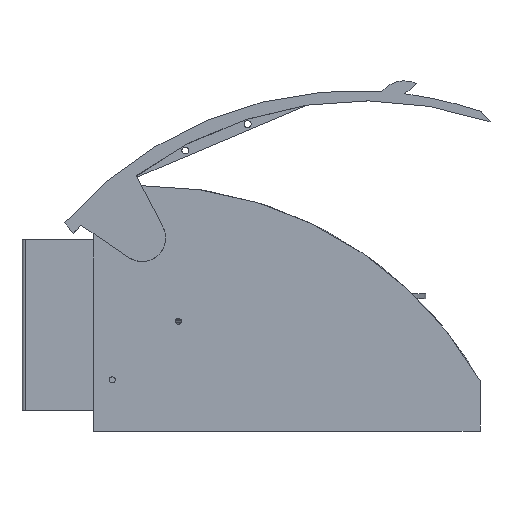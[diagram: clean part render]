
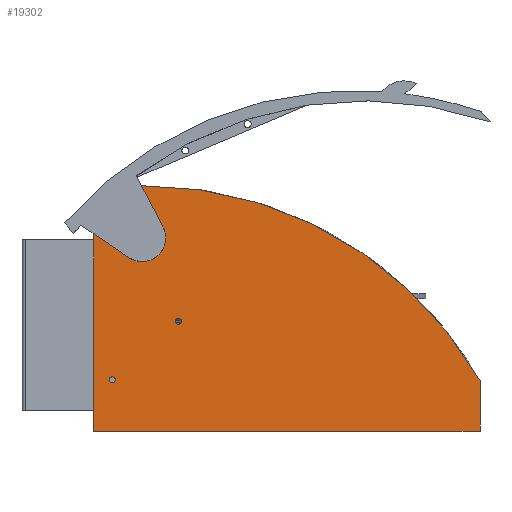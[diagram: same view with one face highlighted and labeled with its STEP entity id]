
A CAD part, front view. The second image highlights one B-rep face of the part: STEP entity #19302.
In plain terms, the highlighted planar face has unit normal (0, -1, 0).
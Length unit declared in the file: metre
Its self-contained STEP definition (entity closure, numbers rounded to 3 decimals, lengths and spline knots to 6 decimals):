
#1149=LINE('',#36365,#2291);
#1155=LINE('',#36378,#2297);
#1157=LINE('',#36381,#2299);
#2291=VECTOR('',#27532,1.);
#2297=VECTOR('',#27540,1.);
#2299=VECTOR('',#27544,1.);
#5745=ORIENTED_EDGE('',*,*,#10235,.F.);
#5746=ORIENTED_EDGE('',*,*,#10236,.F.);
#5747=ORIENTED_EDGE('',*,*,#10237,.F.);
#5748=ORIENTED_EDGE('',*,*,#10224,.T.);
#5749=ORIENTED_EDGE('',*,*,#10238,.T.);
#5750=ORIENTED_EDGE('',*,*,#10226,.F.);
#5751=ORIENTED_EDGE('',*,*,#10232,.T.);
#5752=ORIENTED_EDGE('',*,*,#10234,.T.);
#10224=EDGE_CURVE('',#12563,#12562,#14498,.T.);
#10226=EDGE_CURVE('',#12564,#12565,#1149,.T.);
#10232=EDGE_CURVE('',#12564,#12569,#1155,.T.);
#10234=EDGE_CURVE('',#12569,#12563,#1157,.T.);
#10235=EDGE_CURVE('',#12570,#12570,#14499,.T.);
#10236=EDGE_CURVE('',#12571,#12571,#14500,.T.);
#10237=EDGE_CURVE('',#12572,#12572,#14501,.T.);
#10238=EDGE_CURVE('',#12562,#12565,#14502,.T.);
#12562=VERTEX_POINT('',#36360);
#12563=VERTEX_POINT('',#36362);
#12564=VERTEX_POINT('',#36366);
#12565=VERTEX_POINT('',#36367);
#12569=VERTEX_POINT('',#36377);
#12570=VERTEX_POINT('',#36384);
#12571=VERTEX_POINT('',#36386);
#12572=VERTEX_POINT('',#36388);
#14498=CIRCLE('',#23552,0.254);
#14499=CIRCLE('',#23557,0.014288);
#14500=CIRCLE('',#23558,0.002);
#14501=CIRCLE('',#23559,0.002);
#14502=CIRCLE('',#23560,0.03175);
#15582=EDGE_LOOP('',(#5745));
#15583=EDGE_LOOP('',(#5746));
#15584=EDGE_LOOP('',(#5747));
#15585=EDGE_LOOP('',(#5748,#5749,#5750,#5751,#5752));
#17217=FACE_BOUND('',#15582,.T.);
#17218=FACE_BOUND('',#15583,.T.);
#17219=FACE_BOUND('',#15584,.T.);
#17220=FACE_BOUND('',#15585,.T.);
#18635=PLANE('',#23556);
#19302=ADVANCED_FACE('',(#17217,#17218,#17219,#17220),#18635,.T.);
#23552=AXIS2_PLACEMENT_3D('',#36361,#27527,#27528);
#23556=AXIS2_PLACEMENT_3D('',#36382,#27545,#27546);
#23557=AXIS2_PLACEMENT_3D('',#36383,#27547,#27548);
#23558=AXIS2_PLACEMENT_3D('',#36385,#27549,#27550);
#23559=AXIS2_PLACEMENT_3D('',#36387,#27551,#27552);
#23560=AXIS2_PLACEMENT_3D('',#36389,#27553,#27554);
#27527=DIRECTION('',(0.,-1.,0.));
#27528=DIRECTION('',(0.,0.,-1.));
#27532=DIRECTION('',(0.,0.,1.));
#27540=DIRECTION('',(1.,0.,0.));
#27544=DIRECTION('',(0.,0.,1.));
#27545=DIRECTION('',(0.,-1.,0.));
#27546=DIRECTION('',(1.,0.,0.));
#27547=DIRECTION('',(0.,-1.,0.));
#27548=DIRECTION('',(0.,0.,-1.));
#27549=DIRECTION('',(0.,-1.,0.));
#27550=DIRECTION('',(0.,0.,-1.));
#27551=DIRECTION('',(0.,-1.,0.));
#27552=DIRECTION('',(0.,0.,-1.));
#27553=DIRECTION('',(0.,-1.,0.));
#27554=DIRECTION('',(0.,0.,-1.));
#36360=CARTESIAN_POINT('',(0.023896,-0.24638,0.153704));
#36361=CARTESIAN_POINT('',(0.025771,-0.24638,-0.100289));
#36362=CARTESIAN_POINT('',(0.24638,-0.24638,0.025598));
#36365=CARTESIAN_POINT('',(-0.00762,-0.24638,0.0762));
#36366=CARTESIAN_POINT('',(-0.00762,-0.24638,-0.00762));
#36367=CARTESIAN_POINT('',(-0.00762,-0.24638,0.121955));
#36377=CARTESIAN_POINT('',(0.24638,-0.24638,-0.00762));
#36378=CARTESIAN_POINT('',(0.11938,-0.24638,-0.00762));
#36381=CARTESIAN_POINT('',(0.24638,-0.24638,0.01905));
#36382=CARTESIAN_POINT('',(0.11938,-0.24638,0.076855));
#36383=CARTESIAN_POINT('',(0.02413,-0.24638,0.11938));
#36384=CARTESIAN_POINT('',(0.02413,-0.24638,0.105093));
#36385=CARTESIAN_POINT('',(0.048053,-0.24638,0.064523));
#36386=CARTESIAN_POINT('',(0.048053,-0.24638,0.062523));
#36387=CARTESIAN_POINT('',(0.004553,-0.24638,0.026023));
#36388=CARTESIAN_POINT('',(0.004553,-0.24638,0.024023));
#36389=CARTESIAN_POINT('',(0.02413,-0.24638,0.121955));
